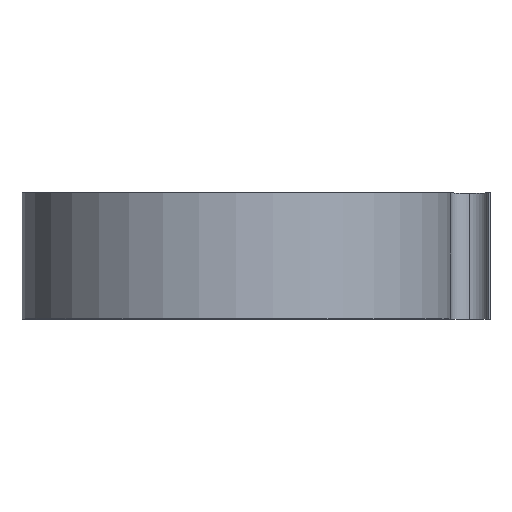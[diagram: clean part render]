
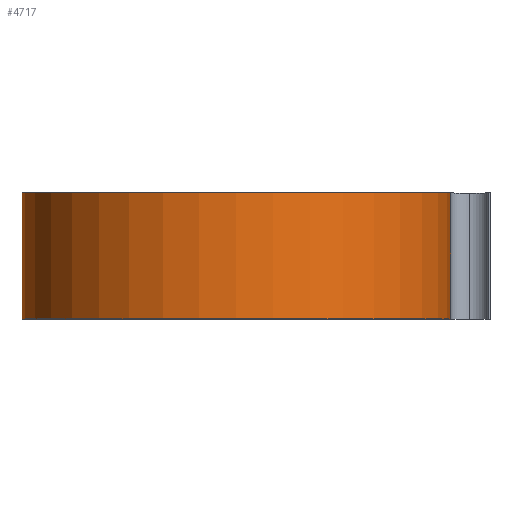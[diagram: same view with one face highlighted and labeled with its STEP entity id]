
A CAD part, top view. The second image highlights one B-rep face of the part: STEP entity #4717.
In plain terms, the highlighted cylindrical face has radius 17 mm (diameter 34 mm), a partial arc.
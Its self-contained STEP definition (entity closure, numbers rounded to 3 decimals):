
#2 = DIRECTION ( 'NONE',  ( 0., 1., 0. ) ) ;
#157 = EDGE_CURVE ( 'NONE', #4433, #4862, #3192, .T. ) ;
#340 = CARTESIAN_POINT ( 'NONE',  ( -17., 10., 0. ) ) ;
#688 = VERTEX_POINT ( 'NONE', #1299 ) ;
#747 = EDGE_CURVE ( 'NONE', #4862, #1827, #4051, .T. ) ;
#1052 = VECTOR ( 'NONE', #2412, 1000. ) ;
#1218 = AXIS2_PLACEMENT_3D ( 'NONE', #4663, #2, #1692 ) ;
#1299 = CARTESIAN_POINT ( 'NONE',  ( -17., 0., 0. ) ) ;
#1440 = CYLINDRICAL_SURFACE ( 'NONE', #3951, 17. ) ;
#1692 = DIRECTION ( 'NONE',  ( 1., 0., 0. ) ) ;
#1764 = ORIENTED_EDGE ( 'NONE', *, *, #157, .F. ) ;
#1827 = VERTEX_POINT ( 'NONE', #2302 ) ;
#1977 = CIRCLE ( 'NONE', #1218, 17. ) ;
#2302 = CARTESIAN_POINT ( 'NONE',  ( 17., 0., 0. ) ) ;
#2412 = DIRECTION ( 'NONE',  ( 0., -1., 0. ) ) ;
#2493 = DIRECTION ( 'NONE',  ( 0., -1., 0. ) ) ;
#2549 = EDGE_CURVE ( 'NONE', #4433, #688, #3573, .T. ) ;
#3192 = CIRCLE ( 'NONE', #6345, 17. ) ;
#3256 = CARTESIAN_POINT ( 'NONE',  ( 0., 10., 0. ) ) ;
#3283 = DIRECTION ( 'NONE',  ( 0., 1., 0. ) ) ;
#3512 = CARTESIAN_POINT ( 'NONE',  ( 0., 10., 0. ) ) ;
#3573 = LINE ( 'NONE', #340, #1052 ) ;
#3605 = EDGE_LOOP ( 'NONE', ( #5650, #6070, #1764, #6654 ) ) ;
#3624 = CARTESIAN_POINT ( 'NONE',  ( -17., 10., 0. ) ) ;
#3907 = EDGE_CURVE ( 'NONE', #688, #1827, #1977, .T. ) ;
#3951 = AXIS2_PLACEMENT_3D ( 'NONE', #3512, #2493, #5580 ) ;
#4006 = FACE_OUTER_BOUND ( 'NONE', #3605, .T. ) ;
#4051 = LINE ( 'NONE', #4994, #4615 ) ;
#4433 = VERTEX_POINT ( 'NONE', #3624 ) ;
#4530 = DIRECTION ( 'NONE',  ( 0., -1., 0. ) ) ;
#4615 = VECTOR ( 'NONE', #4530, 1000. ) ;
#4663 = CARTESIAN_POINT ( 'NONE',  ( 0., 0., 0. ) ) ;
#4717 = ADVANCED_FACE ( 'NONE', ( #4006 ), #1440, .T. ) ;
#4862 = VERTEX_POINT ( 'NONE', #5288 ) ;
#4994 = CARTESIAN_POINT ( 'NONE',  ( 17., 10., 0. ) ) ;
#5288 = CARTESIAN_POINT ( 'NONE',  ( 17., 10., 0. ) ) ;
#5580 = DIRECTION ( 'NONE',  ( 0., 0., -1. ) ) ;
#5650 = ORIENTED_EDGE ( 'NONE', *, *, #3907, .T. ) ;
#6070 = ORIENTED_EDGE ( 'NONE', *, *, #747, .F. ) ;
#6277 = DIRECTION ( 'NONE',  ( 1., 0., 0. ) ) ;
#6345 = AXIS2_PLACEMENT_3D ( 'NONE', #3256, #3283, #6277 ) ;
#6654 = ORIENTED_EDGE ( 'NONE', *, *, #2549, .T. ) ;
